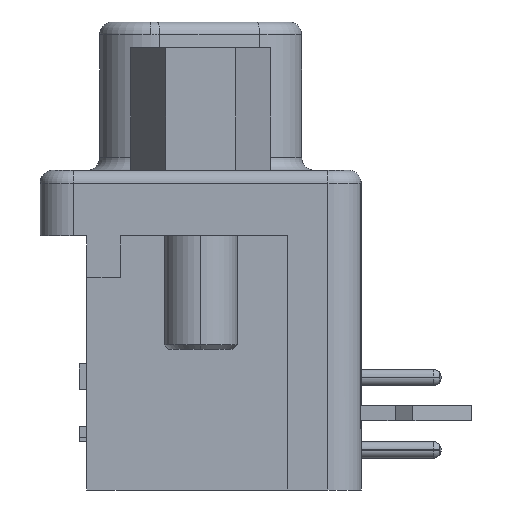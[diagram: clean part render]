
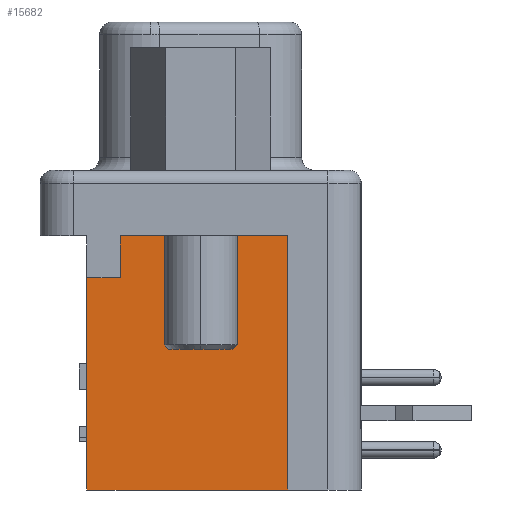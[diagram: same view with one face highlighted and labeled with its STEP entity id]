
A CAD part, left-side view. The second image highlights one B-rep face of the part: STEP entity #15682.
In plain terms, the highlighted planar face has unit normal (-1, 0, 0).
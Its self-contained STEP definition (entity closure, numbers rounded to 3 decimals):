
#190 = EDGE_CURVE ( 'NONE', #20255, #3976, #1119, .T. ) ;
#586 = VERTEX_POINT ( 'NONE', #15380 ) ;
#1111 = ORIENTED_EDGE ( 'NONE', *, *, #22819, .F. ) ;
#1119 = LINE ( 'NONE', #12824, #16503 ) ;
#1183 = ORIENTED_EDGE ( 'NONE', *, *, #12577, .T. ) ;
#2905 = DIRECTION ( 'NONE',  ( 0., 0., 1. ) ) ;
#2946 = EDGE_CURVE ( 'NONE', #25975, #19031, #15298, .T. ) ;
#3295 = ORIENTED_EDGE ( 'NONE', *, *, #2946, .T. ) ;
#3324 = CARTESIAN_POINT ( 'NONE',  ( -9.6, 3.15, -12.952 ) ) ;
#3620 = CARTESIAN_POINT ( 'NONE',  ( -9.6, 4.45, -4.2 ) ) ;
#3976 = VERTEX_POINT ( 'NONE', #8021 ) ;
#5325 = CARTESIAN_POINT ( 'NONE',  ( -9.6, 3.15, -4.2 ) ) ;
#5481 = CARTESIAN_POINT ( 'NONE',  ( -9.6, 4.45, -12.5 ) ) ;
#5603 = ORIENTED_EDGE ( 'NONE', *, *, #25045, .T. ) ;
#6218 = VECTOR ( 'NONE', #13843, 1000. ) ;
#6312 = CARTESIAN_POINT ( 'NONE',  ( -9.6, 4.45, -4.2 ) ) ;
#8021 = CARTESIAN_POINT ( 'NONE',  ( -9.6, 3.15, -2.56 ) ) ;
#8214 = VECTOR ( 'NONE', #14203, 1000. ) ;
#10582 = LINE ( 'NONE', #24458, #21784 ) ;
#10759 = FACE_OUTER_BOUND ( 'NONE', #25239, .T. ) ;
#10780 = CARTESIAN_POINT ( 'NONE',  ( -9.6, -3.4, -2.56 ) ) ;
#11075 = AXIS2_PLACEMENT_3D ( 'NONE', #13004, #21123, #2905 ) ;
#11333 = EDGE_CURVE ( 'NONE', #586, #20255, #10582, .T. ) ;
#12577 = EDGE_CURVE ( 'NONE', #19641, #25975, #17969, .T. ) ;
#12824 = CARTESIAN_POINT ( 'NONE',  ( -9.6, -3.4, -2.56 ) ) ;
#13004 = CARTESIAN_POINT ( 'NONE',  ( -9.6, 0., 0. ) ) ;
#13843 = DIRECTION ( 'NONE',  ( 0., -1., 0. ) ) ;
#14203 = DIRECTION ( 'NONE',  ( 0., 1., 0. ) ) ;
#14639 = VECTOR ( 'NONE', #22704, 1000. ) ;
#15254 = DIRECTION ( 'NONE',  ( 0., 0., 1. ) ) ;
#15298 = LINE ( 'NONE', #6312, #14639 ) ;
#15322 = DIRECTION ( 'NONE',  ( 0., 1., 0. ) ) ;
#15380 = CARTESIAN_POINT ( 'NONE',  ( -9.6, -3.4, -12.5 ) ) ;
#15682 = ADVANCED_FACE ( 'NONE', ( #10759 ), #25137, .T. ) ;
#16503 = VECTOR ( 'NONE', #15322, 1000. ) ;
#17969 = LINE ( 'NONE', #22479, #8214 ) ;
#19031 = VERTEX_POINT ( 'NONE', #23290 ) ;
#19641 = VERTEX_POINT ( 'NONE', #5325 ) ;
#20255 = VERTEX_POINT ( 'NONE', #10780 ) ;
#20320 = ORIENTED_EDGE ( 'NONE', *, *, #11333, .T. ) ;
#20564 = DIRECTION ( 'NONE',  ( 0., 0., 1. ) ) ;
#21123 = DIRECTION ( 'NONE',  ( -1., 0., 0. ) ) ;
#21551 = LINE ( 'NONE', #3324, #22239 ) ;
#21784 = VECTOR ( 'NONE', #20564, 1000. ) ;
#21963 = ORIENTED_EDGE ( 'NONE', *, *, #190, .T. ) ;
#22239 = VECTOR ( 'NONE', #15254, 1000. ) ;
#22479 = CARTESIAN_POINT ( 'NONE',  ( -9.6, -3.4, -4.2 ) ) ;
#22704 = DIRECTION ( 'NONE',  ( 0., 0., -1. ) ) ;
#22819 = EDGE_CURVE ( 'NONE', #19641, #3976, #21551, .T. ) ;
#23290 = CARTESIAN_POINT ( 'NONE',  ( -9.6, 4.45, -12.5 ) ) ;
#24458 = CARTESIAN_POINT ( 'NONE',  ( -9.6, -3.4, -12.5 ) ) ;
#25045 = EDGE_CURVE ( 'NONE', #19031, #586, #25989, .T. ) ;
#25137 = PLANE ( 'NONE',  #11075 ) ;
#25239 = EDGE_LOOP ( 'NONE', ( #3295, #5603, #20320, #21963, #1111, #1183 ) ) ;
#25975 = VERTEX_POINT ( 'NONE', #3620 ) ;
#25989 = LINE ( 'NONE', #5481, #6218 ) ;
